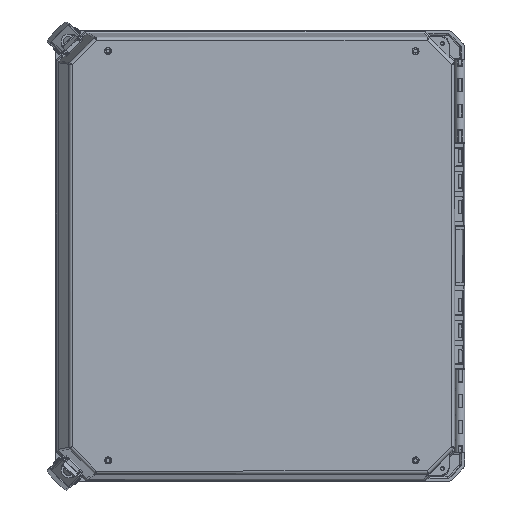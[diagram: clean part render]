
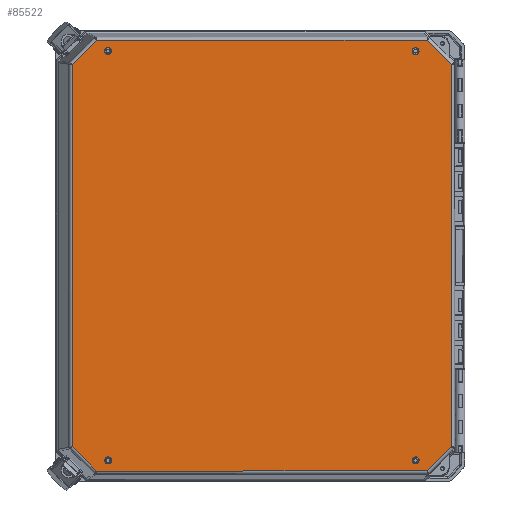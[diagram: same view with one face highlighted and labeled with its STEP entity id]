
A CAD part, top view. The second image highlights one B-rep face of the part: STEP entity #85522.
In plain terms, the highlighted face is planar.
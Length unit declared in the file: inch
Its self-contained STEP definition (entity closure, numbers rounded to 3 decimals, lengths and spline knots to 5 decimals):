
#227 = CARTESIAN_POINT ( 'NONE',  ( -14.31649, 8.16779, -7.95144 ) ) ;
#396 = ORIENTED_EDGE ( 'NONE', *, *, #82780, .T. ) ;
#1043 = EDGE_CURVE ( 'NONE', #10291, #74072, #49238, .T. ) ;
#1310 = DIRECTION ( 'NONE',  ( 1., 0., -0.017 ) ) ;
#2803 = CARTESIAN_POINT ( 'NONE',  ( -12.78399, 0.18848, -8.11746 ) ) ;
#3100 = CIRCLE ( 'NONE', #55374, 0.136 ) ;
#3338 = EDGE_CURVE ( 'NONE', #44940, #10291, #96014, .T. ) ;
#3614 = EDGE_CURVE ( 'NONE', #86906, #93913, #20694, .T. ) ;
#4291 = ORIENTED_EDGE ( 'NONE', *, *, #3614, .T. ) ;
#4599 = DIRECTION ( 'NONE',  ( 1., 0., -0.017 ) ) ;
#4796 = FACE_BOUND ( 'NONE', #19326, .T. ) ;
#4825 = LINE ( 'NONE', #11789, #90670 ) ;
#5767 = DIRECTION ( 'NONE',  ( -1., 0., 0.017 ) ) ;
#5962 = CARTESIAN_POINT ( 'NONE',  ( -0.9218, 16.28764, -8.04357 ) ) ;
#6490 = CARTESIAN_POINT ( 'NONE',  ( -0.9218, 0.19209, -8.32448 ) ) ;
#6751 = FACE_BOUND ( 'NONE', #72187, .T. ) ;
#7104 = CARTESIAN_POINT ( 'NONE',  ( -0.46837, 16.56746, -8.04661 ) ) ;
#7120 = ORIENTED_EDGE ( 'NONE', *, *, #84814, .T. ) ;
#7527 = VERTEX_POINT ( 'NONE', #85254 ) ;
#7535 = CARTESIAN_POINT ( 'NONE',  ( -13.37339, 16.56353, -7.82138 ) ) ;
#7641 = DIRECTION ( 'NONE',  ( -0.707, -0.707, 0. ) ) ;
#8062 = CARTESIAN_POINT ( 'NONE',  ( 0.47472, 0.71913, -8.33966 ) ) ;
#8095 = DIRECTION ( 'NONE',  ( 1., 0., -0.017 ) ) ;
#8939 = CARTESIAN_POINT ( 'NONE',  ( -0.9218, 16.15166, -8.04595 ) ) ;
#9943 = ORIENTED_EDGE ( 'NONE', *, *, #12482, .T. ) ;
#10291 = VERTEX_POINT ( 'NONE', #87238 ) ;
#10461 = EDGE_CURVE ( 'NONE', #11068, #44940, #75741, .T. ) ;
#10501 = CARTESIAN_POINT ( 'NONE',  ( -12.91997, 16.28398, -7.83418 ) ) ;
#11068 = VERTEX_POINT ( 'NONE', #7535 ) ;
#11547 = CARTESIAN_POINT ( 'NONE',  ( 0.47472, 8.1723, -8.20959 ) ) ;
#11789 = CARTESIAN_POINT ( 'NONE',  ( -13.37339, -0.22737, -8.11442 ) ) ;
#12482 = EDGE_CURVE ( 'NONE', #72052, #11068, #75666, .T. ) ;
#13375 = AXIS2_PLACEMENT_3D ( 'NONE', #45975, #76745, #68316 ) ;
#14239 = VECTOR ( 'NONE', #30490, 39.37008 ) ;
#14392 = CARTESIAN_POINT ( 'NONE',  ( -12.91997, 16.148, -7.83655 ) ) ;
#16461 = DIRECTION ( 'NONE',  ( 0.017, -0.017, 1. ) ) ;
#17987 = ORIENTED_EDGE ( 'NONE', *, *, #79625, .T. ) ;
#18342 = ORIENTED_EDGE ( 'NONE', *, *, #3338, .T. ) ;
#19326 = EDGE_LOOP ( 'NONE', ( #17987, #60145 ) ) ;
#20099 = CARTESIAN_POINT ( 'NONE',  ( -0.46837, 16.56746, -8.04661 ) ) ;
#20568 = EDGE_CURVE ( 'NONE', #30785, #60909, #84314, .T. ) ;
#20694 = CIRCLE ( 'NONE', #90362, 0.136 ) ;
#22213 = CARTESIAN_POINT ( 'NONE',  ( -12.51703, 16.56379, -7.83633 ) ) ;
#22815 = ORIENTED_EDGE ( 'NONE', *, *, #1043, .T. ) ;
#23959 = EDGE_CURVE ( 'NONE', #74072, #7527, #43026, .T. ) ;
#24050 = VERTEX_POINT ( 'NONE', #95648 ) ;
#24190 = VERTEX_POINT ( 'NONE', #92469 ) ;
#25946 = CARTESIAN_POINT ( 'NONE',  ( -12.91997, 16.148, -7.83655 ) ) ;
#27059 = ORIENTED_EDGE ( 'NONE', *, *, #68406, .T. ) ;
#28085 = FACE_BOUND ( 'NONE', #79252, .T. ) ;
#28714 = EDGE_LOOP ( 'NONE', ( #73499, #9943, #86140, #18342, #22815, #38687, #396, #41592 ) ) ;
#28906 = CARTESIAN_POINT ( 'NONE',  ( -12.51703, -0.22711, -8.12937 ) ) ;
#30490 = DIRECTION ( 'NONE',  ( 0., 1., 0.017 ) ) ;
#30784 = VERTEX_POINT ( 'NONE', #69346 ) ;
#30785 = VERTEX_POINT ( 'NONE', #91662 ) ;
#30791 = AXIS2_PLACEMENT_3D ( 'NONE', #40226, #16461, #47685 ) ;
#32416 = CIRCLE ( 'NONE', #13375, 0.136 ) ;
#34995 = EDGE_LOOP ( 'NONE', ( #27059, #7120 ) ) ;
#36678 = VECTOR ( 'NONE', #59175, 39.37008 ) ;
#37943 = CARTESIAN_POINT ( 'NONE',  ( -14.31649, 15.62096, -7.82137 ) ) ;
#38687 = ORIENTED_EDGE ( 'NONE', *, *, #23959, .T. ) ;
#39401 = VERTEX_POINT ( 'NONE', #5962 ) ;
#39613 = CARTESIAN_POINT ( 'NONE',  ( -14.31649, 15.62096, -7.82137 ) ) ;
#39622 = VECTOR ( 'NONE', #50361, 39.37008 ) ;
#40226 = CARTESIAN_POINT ( 'NONE',  ( -12.91997, 0.18843, -8.11508 ) ) ;
#41517 = AXIS2_PLACEMENT_3D ( 'NONE', #14392, #89319, #44640 ) ;
#41592 = ORIENTED_EDGE ( 'NONE', *, *, #58320, .T. ) ;
#43026 = LINE ( 'NONE', #95162, #59100 ) ;
#43687 = DIRECTION ( 'NONE',  ( 1., 0., -0.017 ) ) ;
#44424 = VERTEX_POINT ( 'NONE', #71313 ) ;
#44640 = DIRECTION ( 'NONE',  ( 0., -1., -0.017 ) ) ;
#44678 = DIRECTION ( 'NONE',  ( 0.017, -0.017, 1. ) ) ;
#44940 = VERTEX_POINT ( 'NONE', #7104 ) ;
#45402 = AXIS2_PLACEMENT_3D ( 'NONE', #51899, #95596, #5767 ) ;
#45975 = CARTESIAN_POINT ( 'NONE',  ( -0.9218, 16.15166, -8.04595 ) ) ;
#47228 = CARTESIAN_POINT ( 'NONE',  ( -13.05595, 0.18839, -8.11271 ) ) ;
#47685 = DIRECTION ( 'NONE',  ( 1., 0., -0.017 ) ) ;
#49238 = LINE ( 'NONE', #11547, #78941 ) ;
#49265 = DIRECTION ( 'NONE',  ( 0.017, -0.017, 1. ) ) ;
#50188 = EDGE_CURVE ( 'NONE', #60909, #30785, #89930, .T. ) ;
#50240 = CARTESIAN_POINT ( 'NONE',  ( -12.91997, 0.18843, -8.11508 ) ) ;
#50361 = DIRECTION ( 'NONE',  ( 0.707, -0.706, -0.025 ) ) ;
#50424 = FACE_OUTER_BOUND ( 'NONE', #28714, .T. ) ;
#50931 = FACE_BOUND ( 'NONE', #34995, .T. ) ;
#51899 = CARTESIAN_POINT ( 'NONE',  ( -12.51703, 8.16834, -7.98285 ) ) ;
#53286 = AXIS2_PLACEMENT_3D ( 'NONE', #6490, #59088, #43687 ) ;
#55374 = AXIS2_PLACEMENT_3D ( 'NONE', #8939, #44678, #75427 ) ;
#57523 = CARTESIAN_POINT ( 'NONE',  ( -1.05778, 0.19205, -8.32211 ) ) ;
#58320 = EDGE_CURVE ( 'NONE', #24190, #24050, #4825, .T. ) ;
#59088 = DIRECTION ( 'NONE',  ( 0.017, -0.017, 1. ) ) ;
#59100 = VECTOR ( 'NONE', #7641, 39.37008 ) ;
#59175 = DIRECTION ( 'NONE',  ( -1., 0., 0.017 ) ) ;
#60145 = ORIENTED_EDGE ( 'NONE', *, *, #72443, .T. ) ;
#60287 = LINE ( 'NONE', #227, #14239 ) ;
#60909 = VERTEX_POINT ( 'NONE', #10501 ) ;
#63126 = ORIENTED_EDGE ( 'NONE', *, *, #20568, .T. ) ;
#64615 = DIRECTION ( 'NONE',  ( 0., -1., -0.017 ) ) ;
#65194 = VERTEX_POINT ( 'NONE', #57523 ) ;
#66620 = LINE ( 'NONE', #28906, #36678 ) ;
#66797 = DIRECTION ( 'NONE',  ( 0.707, 0.707, 0. ) ) ;
#68134 = DIRECTION ( 'NONE',  ( 0.017, -0.017, 1. ) ) ;
#68316 = DIRECTION ( 'NONE',  ( 0., -1., -0.017 ) ) ;
#68406 = EDGE_CURVE ( 'NONE', #30784, #65194, #92441, .T. ) ;
#68492 = ORIENTED_EDGE ( 'NONE', *, *, #69591, .T. ) ;
#69346 = CARTESIAN_POINT ( 'NONE',  ( -0.78582, 0.19213, -8.32685 ) ) ;
#69591 = EDGE_CURVE ( 'NONE', #93913, #86906, #90939, .T. ) ;
#71313 = CARTESIAN_POINT ( 'NONE',  ( -0.9218, 16.01568, -8.04832 ) ) ;
#72052 = VERTEX_POINT ( 'NONE', #39613 ) ;
#72187 = EDGE_LOOP ( 'NONE', ( #63126, #87531 ) ) ;
#72443 = EDGE_CURVE ( 'NONE', #39401, #44424, #32416, .T. ) ;
#73048 = DIRECTION ( 'NONE',  ( 0., -1., -0.017 ) ) ;
#73499 = ORIENTED_EDGE ( 'NONE', *, *, #93091, .T. ) ;
#74072 = VERTEX_POINT ( 'NONE', #8062 ) ;
#74618 = CARTESIAN_POINT ( 'NONE',  ( -0.9218, 0.19209, -8.32448 ) ) ;
#75427 = DIRECTION ( 'NONE',  ( 0., -1., -0.017 ) ) ;
#75666 = LINE ( 'NONE', #37943, #92687 ) ;
#75741 = LINE ( 'NONE', #22213, #92465 ) ;
#76745 = DIRECTION ( 'NONE',  ( 0.017, -0.017, 1. ) ) ;
#78941 = VECTOR ( 'NONE', #64615, 39.37008 ) ;
#79252 = EDGE_LOOP ( 'NONE', ( #68492, #4291 ) ) ;
#79625 = EDGE_CURVE ( 'NONE', #44424, #39401, #3100, .T. ) ;
#79751 = AXIS2_PLACEMENT_3D ( 'NONE', #74618, #68134, #8095 ) ;
#82780 = EDGE_CURVE ( 'NONE', #7527, #24190, #66620, .T. ) ;
#84314 = CIRCLE ( 'NONE', #41517, 0.136 ) ;
#84814 = EDGE_CURVE ( 'NONE', #65194, #30784, #92864, .T. ) ;
#85254 = CARTESIAN_POINT ( 'NONE',  ( -0.46837, -0.22344, -8.33965 ) ) ;
#85522 = ADVANCED_FACE ( 'NONE', ( #50424, #6751, #50931, #28085, #4796 ), #97545, .T. ) ;
#86140 = ORIENTED_EDGE ( 'NONE', *, *, #10461, .T. ) ;
#86745 = AXIS2_PLACEMENT_3D ( 'NONE', #25946, #86956, #73048 ) ;
#86906 = VERTEX_POINT ( 'NONE', #47228 ) ;
#86956 = DIRECTION ( 'NONE',  ( 0.017, -0.017, 1. ) ) ;
#87238 = CARTESIAN_POINT ( 'NONE',  ( 0.47472, 15.62546, -8.07951 ) ) ;
#87531 = ORIENTED_EDGE ( 'NONE', *, *, #50188, .T. ) ;
#88658 = DIRECTION ( 'NONE',  ( -0.707, 0.706, 0.025 ) ) ;
#89319 = DIRECTION ( 'NONE',  ( 0.017, -0.017, 1. ) ) ;
#89930 = CIRCLE ( 'NONE', #86745, 0.136 ) ;
#90362 = AXIS2_PLACEMENT_3D ( 'NONE', #50240, #49265, #4599 ) ;
#90670 = VECTOR ( 'NONE', #88658, 39.37008 ) ;
#90939 = CIRCLE ( 'NONE', #30791, 0.136 ) ;
#91662 = CARTESIAN_POINT ( 'NONE',  ( -12.91997, 16.01202, -7.83892 ) ) ;
#92441 = CIRCLE ( 'NONE', #79751, 0.136 ) ;
#92465 = VECTOR ( 'NONE', #1310, 39.37008 ) ;
#92469 = CARTESIAN_POINT ( 'NONE',  ( -13.37339, -0.22737, -8.11442 ) ) ;
#92687 = VECTOR ( 'NONE', #66797, 39.37008 ) ;
#92864 = CIRCLE ( 'NONE', #53286, 0.136 ) ;
#93091 = EDGE_CURVE ( 'NONE', #24050, #72052, #60287, .T. ) ;
#93913 = VERTEX_POINT ( 'NONE', #2803 ) ;
#95162 = CARTESIAN_POINT ( 'NONE',  ( 0.47472, 0.71913, -8.33966 ) ) ;
#95596 = DIRECTION ( 'NONE',  ( -0.017, 0.017, -1. ) ) ;
#95648 = CARTESIAN_POINT ( 'NONE',  ( -14.31649, 0.71463, -8.08152 ) ) ;
#96014 = LINE ( 'NONE', #20099, #39622 ) ;
#97545 = PLANE ( 'NONE',  #45402 ) ;
